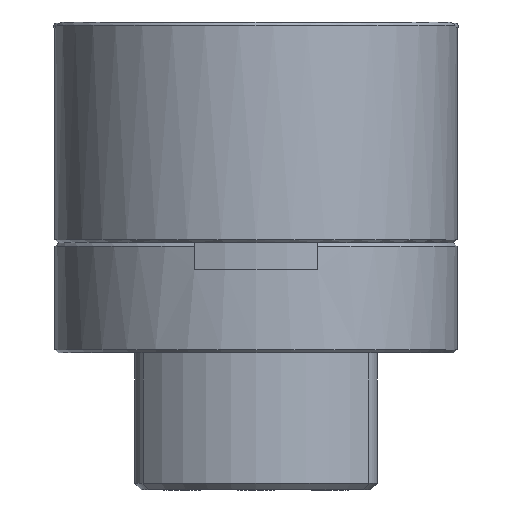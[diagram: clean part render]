
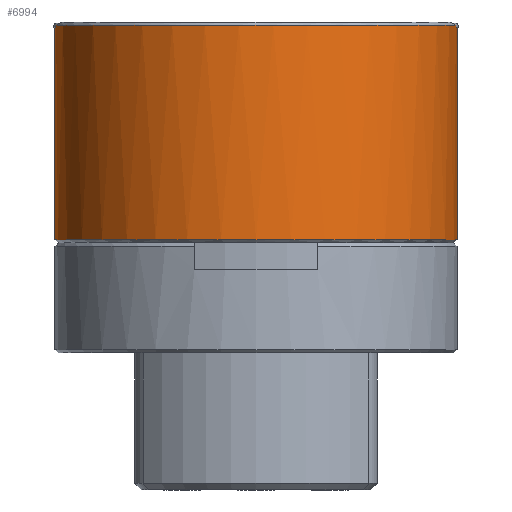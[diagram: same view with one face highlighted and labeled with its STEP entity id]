
A CAD part, front view. The second image highlights one B-rep face of the part: STEP entity #6994.
In plain terms, the highlighted cylindrical face has radius 7.747 mm (diameter 15.494 mm), a partial arc.
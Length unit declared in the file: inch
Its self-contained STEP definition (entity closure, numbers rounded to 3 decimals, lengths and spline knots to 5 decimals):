
#1146 = DIRECTION ( 'NONE',  ( 1., 0., 0. ) ) ;
#1148 = DIRECTION ( 'NONE',  ( 0., 0., 1. ) ) ;
#1150 = CARTESIAN_POINT ( 'NONE',  ( 0., 0., 0.375 ) ) ;
#2672 = AXIS2_PLACEMENT_3D ( 'NONE', #3562, #3563, #3564 ) ;
#2932 = CARTESIAN_POINT ( 'NONE',  ( 0.30317, -0.03335, 0.705 ) ) ;
#2942 = CARTESIAN_POINT ( 'NONE',  ( -0.305, 0., 0.69907 ) ) ;
#2943 = CARTESIAN_POINT ( 'NONE',  ( 0.305, 0., 0.38 ) ) ;
#2954 = CARTESIAN_POINT ( 'NONE',  ( 0.305, 0., 0.69907 ) ) ;
#3009 = CARTESIAN_POINT ( 'NONE',  ( -0.30317, -0.03335, 0.705 ) ) ;
#3010 = CARTESIAN_POINT ( 'NONE',  ( -0.305, 0., 0.38 ) ) ;
#3040 = CARTESIAN_POINT ( 'NONE',  ( 0.30473, -0.01298, 0.7 ) ) ;
#3050 = CARTESIAN_POINT ( 'NONE',  ( -0.30473, -0.01298, 0.7 ) ) ;
#3560 = CARTESIAN_POINT ( 'NONE',  ( -0.30473, -0.01298, 0.7 ) ) ;
#3561 = CARTESIAN_POINT ( 'NONE',  ( -0.30491, -0.00868, 0.69938 ) ) ;
#3562 = CARTESIAN_POINT ( 'NONE',  ( 0., 0., 0.705 ) ) ;
#3563 = DIRECTION ( 'NONE',  ( 0., 0., -1. ) ) ;
#3564 = DIRECTION ( 'NONE',  ( 1., 0., 0. ) ) ;
#3565 = CARTESIAN_POINT ( 'NONE',  ( -0.305, -0.00435, 0.69907 ) ) ;
#3566 = CARTESIAN_POINT ( 'NONE',  ( -0.305, 0., 0.69907 ) ) ;
#3871 = B_SPLINE_CURVE_WITH_KNOTS ( 'NONE', 3,
 ( #8617, #8618, #8623, #8624 ),
 .UNSPECIFIED., .F., .F.,
 ( 4, 4 ),
 ( 0., 0.00053 ),
 .UNSPECIFIED. ) ;
#3894 = B_SPLINE_CURVE_WITH_KNOTS ( 'NONE', 3,
 ( #8664, #8679, #8682, #8683 ),
 .UNSPECIFIED., .F., .F.,
 ( 4, 4 ),
 ( 0., 0.00053 ),
 .UNSPECIFIED. ) ;
#3906 = B_SPLINE_CURVE_WITH_KNOTS ( 'NONE', 3,
 ( #8765, #8769, #8774, #8775 ),
 .UNSPECIFIED., .F., .F.,
 ( 4, 4 ),
 ( 0., 0.00033 ),
 .UNSPECIFIED. ) ;
#5294 = CIRCLE ( 'NONE', #7327, 0.305 ) ;
#5305 = LINE ( 'NONE', #8754, #5309 ) ;
#5309 = VECTOR ( 'NONE', #8755, 39.37008 ) ;
#5311 = LINE ( 'NONE', #8770, #5313 ) ;
#5313 = VECTOR ( 'NONE', #8773, 39.37008 ) ;
#5835 = FACE_OUTER_BOUND ( 'NONE', #9179, .T. ) ;
#5838 = CYLINDRICAL_SURFACE ( 'NONE', #6185, 0.305 ) ;
#6185 = AXIS2_PLACEMENT_3D ( 'NONE', #1150, #1148, #1146 ) ;
#6455 = VERTEX_POINT ( 'NONE', #2932 ) ;
#6465 = VERTEX_POINT ( 'NONE', #2942 ) ;
#6466 = VERTEX_POINT ( 'NONE', #2943 ) ;
#6477 = VERTEX_POINT ( 'NONE', #2954 ) ;
#6532 = VERTEX_POINT ( 'NONE', #3009 ) ;
#6533 = VERTEX_POINT ( 'NONE', #3010 ) ;
#6563 = VERTEX_POINT ( 'NONE', #3040 ) ;
#6573 = VERTEX_POINT ( 'NONE', #3050 ) ;
#6716 = EDGE_CURVE ( 'NONE', #6532, #6573, #3871, .T. ) ;
#6733 = EDGE_CURVE ( 'NONE', #6563, #6455, #3894, .T. ) ;
#6759 = EDGE_CURVE ( 'NONE', #6533, #6466, #5294, .T. ) ;
#6762 = EDGE_CURVE ( 'NONE', #6465, #6533, #5305, .T. ) ;
#6765 = EDGE_CURVE ( 'NONE', #6466, #6477, #5311, .T. ) ;
#6766 = EDGE_CURVE ( 'NONE', #6477, #6563, #3906, .T. ) ;
#6994 = ADVANCED_FACE ( 'NONE', ( #5835 ), #5838, .T. ) ;
#7327 = AXIS2_PLACEMENT_3D ( 'NONE', #8751, #8752, #8753 ) ;
#8473 = CIRCLE ( 'NONE', #2672, 0.305 ) ;
#8617 = CARTESIAN_POINT ( 'NONE',  ( -0.30317, -0.03335, 0.705 ) ) ;
#8618 = CARTESIAN_POINT ( 'NONE',  ( -0.3039, -0.02673, 0.70271 ) ) ;
#8623 = CARTESIAN_POINT ( 'NONE',  ( -0.30443, -0.01996, 0.70098 ) ) ;
#8624 = CARTESIAN_POINT ( 'NONE',  ( -0.30473, -0.01298, 0.7 ) ) ;
#8664 = CARTESIAN_POINT ( 'NONE',  ( 0.30473, -0.01298, 0.7 ) ) ;
#8679 = CARTESIAN_POINT ( 'NONE',  ( 0.30443, -0.01996, 0.70098 ) ) ;
#8682 = CARTESIAN_POINT ( 'NONE',  ( 0.3039, -0.02673, 0.70271 ) ) ;
#8683 = CARTESIAN_POINT ( 'NONE',  ( 0.30317, -0.03335, 0.705 ) ) ;
#8751 = CARTESIAN_POINT ( 'NONE',  ( 0., 0., 0.38 ) ) ;
#8752 = DIRECTION ( 'NONE',  ( 0., 0., 1. ) ) ;
#8753 = DIRECTION ( 'NONE',  ( 1., 0., 0. ) ) ;
#8754 = CARTESIAN_POINT ( 'NONE',  ( -0.305, 0., 0.375 ) ) ;
#8755 = DIRECTION ( 'NONE',  ( 0., 0., -1. ) ) ;
#8765 = CARTESIAN_POINT ( 'NONE',  ( 0.305, 0., 0.69907 ) ) ;
#8769 = CARTESIAN_POINT ( 'NONE',  ( 0.305, -0.00435, 0.69907 ) ) ;
#8770 = CARTESIAN_POINT ( 'NONE',  ( 0.305, 0., 0.375 ) ) ;
#8773 = DIRECTION ( 'NONE',  ( 0., 0., 1. ) ) ;
#8774 = CARTESIAN_POINT ( 'NONE',  ( 0.30491, -0.00868, 0.69938 ) ) ;
#8775 = CARTESIAN_POINT ( 'NONE',  ( 0.30473, -0.01298, 0.7 ) ) ;
#9179 = EDGE_LOOP ( 'NONE', ( #11888, #12012, #12014, #12013, #11885, #11887, #12016, #11886 ) ) ;
#11885 = ORIENTED_EDGE ( 'NONE', *, *, #6765, .T. ) ;
#11886 = ORIENTED_EDGE ( 'NONE', *, *, #14208, .T. ) ;
#11887 = ORIENTED_EDGE ( 'NONE', *, *, #6766, .T. ) ;
#11888 = ORIENTED_EDGE ( 'NONE', *, *, #6716, .T. ) ;
#12012 = ORIENTED_EDGE ( 'NONE', *, *, #14209, .T. ) ;
#12013 = ORIENTED_EDGE ( 'NONE', *, *, #6759, .T. ) ;
#12014 = ORIENTED_EDGE ( 'NONE', *, *, #6762, .T. ) ;
#12016 = ORIENTED_EDGE ( 'NONE', *, *, #6733, .T. ) ;
#12879 = B_SPLINE_CURVE_WITH_KNOTS ( 'NONE', 3,
 ( #3560, #3561, #3565, #3566 ),
 .UNSPECIFIED., .F., .F.,
 ( 4, 4 ),
 ( 0., 0.00033 ),
 .UNSPECIFIED. ) ;
#14208 = EDGE_CURVE ( 'NONE', #6455, #6532, #8473, .T. ) ;
#14209 = EDGE_CURVE ( 'NONE', #6573, #6465, #12879, .T. ) ;
